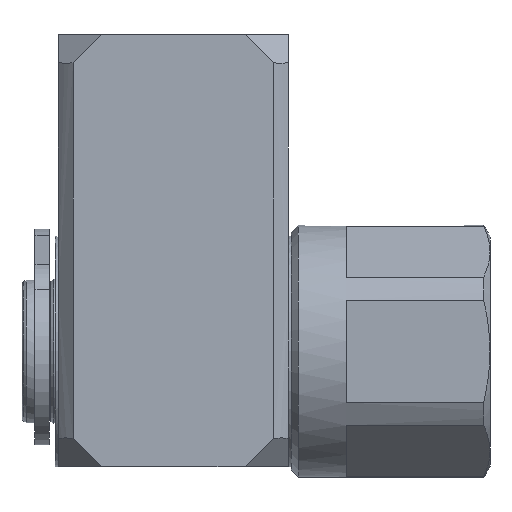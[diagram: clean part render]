
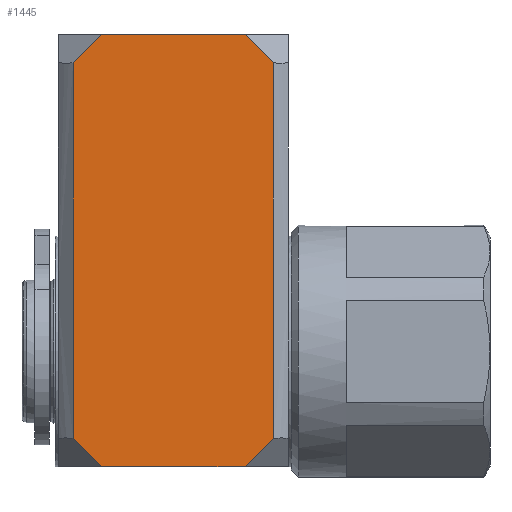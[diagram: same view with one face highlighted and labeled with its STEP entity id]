
A CAD part, left-side view. The second image highlights one B-rep face of the part: STEP entity #1445.
In plain terms, the highlighted planar face has unit normal (-1, 0, 0).
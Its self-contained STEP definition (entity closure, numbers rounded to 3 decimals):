
#174=PLANE('',#1573);
#323=VERTEX_POINT('',#1765);
#324=VERTEX_POINT('',#1767);
#341=VERTEX_POINT('',#1815);
#342=VERTEX_POINT('',#1817);
#359=VERTEX_POINT('',#1864);
#362=VERTEX_POINT('',#1870);
#363=VERTEX_POINT('',#1875);
#364=VERTEX_POINT('',#1877);
#427=VECTOR('',#2175,1.);
#442=VECTOR('',#2220,1.);
#464=VECTOR('',#2264,1.);
#465=VECTOR('',#2266,1.);
#466=VECTOR('',#2267,1.);
#467=VECTOR('',#2268,1.);
#468=VECTOR('',#2269,1.);
#469=VECTOR('',#2270,1.);
#533=LINE('',#1766,#427);
#548=LINE('',#1816,#442);
#570=LINE('',#1871,#464);
#571=LINE('',#1873,#465);
#572=LINE('',#1874,#466);
#573=LINE('',#1876,#467);
#574=LINE('',#1878,#468);
#575=LINE('',#1879,#469);
#674=EDGE_CURVE('',#324,#323,#533,.T.);
#699=EDGE_CURVE('',#342,#341,#548,.F.);
#728=EDGE_CURVE('',#362,#359,#570,.F.);
#729=EDGE_CURVE('',#359,#341,#571,.T.);
#730=EDGE_CURVE('',#363,#362,#572,.T.);
#731=EDGE_CURVE('',#364,#363,#573,.T.);
#732=EDGE_CURVE('',#364,#324,#574,.T.);
#733=EDGE_CURVE('',#323,#342,#575,.T.);
#970=ORIENTED_EDGE('',*,*,#729,.F.);
#971=ORIENTED_EDGE('',*,*,#728,.F.);
#972=ORIENTED_EDGE('',*,*,#730,.F.);
#973=ORIENTED_EDGE('',*,*,#731,.F.);
#974=ORIENTED_EDGE('',*,*,#732,.T.);
#975=ORIENTED_EDGE('',*,*,#674,.T.);
#976=ORIENTED_EDGE('',*,*,#733,.T.);
#977=ORIENTED_EDGE('',*,*,#699,.T.);
#1267=EDGE_LOOP('',(#970,#971,#972,#973,#974,#975,#976,#977));
#1359=FACE_BOUND('',#1267,.T.);
#1445=ADVANCED_FACE('',(#1359),#174,.F.);
#1573=AXIS2_PLACEMENT_3D('',#1872,#2265,$);
#1765=CARTESIAN_POINT('',(-8.,28.954,-6.046));
#1766=CARTESIAN_POINT('',(-8.,28.954,22.));
#1767=CARTESIAN_POINT('',(-8.,28.954,20.046));
#1815=CARTESIAN_POINT('',(-8.,17.,-8.));
#1816=CARTESIAN_POINT('',(-8.,25.477,-8.));
#1817=CARTESIAN_POINT('',(-8.,27.,-8.));
#1864=CARTESIAN_POINT('',(-8.,15.046,-6.046));
#1870=CARTESIAN_POINT('',(-8.,15.046,20.046));
#1871=CARTESIAN_POINT('',(-8.,15.046,22.));
#1872=CARTESIAN_POINT('',(-8.,28.954,22.));
#1873=CARTESIAN_POINT('',(-8.,6.239,2.76));
#1874=CARTESIAN_POINT('',(-8.,10.239,15.239));
#1875=CARTESIAN_POINT('',(-8.,17.,22.));
#1876=CARTESIAN_POINT('',(-8.,25.477,22.));
#1877=CARTESIAN_POINT('',(-8.,27.,22.));
#1878=CARTESIAN_POINT('',(-8.,26.237,22.762));
#1879=CARTESIAN_POINT('',(-8.,30.237,-4.763));
#2175=DIRECTION('',(0.,0.,-1.));
#2220=DIRECTION('',(0.,1.,0.));
#2264=DIRECTION('',(0.,0.,1.));
#2265=DIRECTION('',(1.,0.,0.));
#2266=DIRECTION('',(0.,0.707,-0.707));
#2267=DIRECTION('',(0.,-0.707,-0.707));
#2268=DIRECTION('',(0.,-1.,0.));
#2269=DIRECTION('',(0.,0.707,-0.707));
#2270=DIRECTION('',(0.,-0.707,-0.707));
